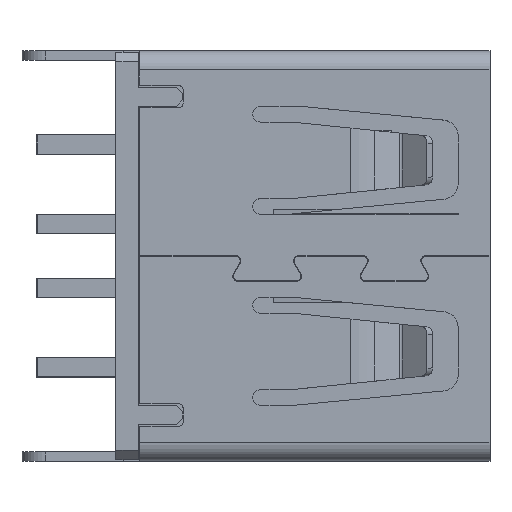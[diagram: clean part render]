
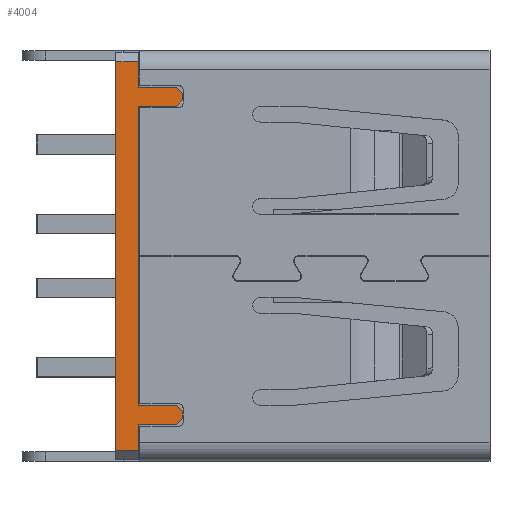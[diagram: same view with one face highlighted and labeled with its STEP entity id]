
A CAD part, top view. The second image highlights one B-rep face of the part: STEP entity #4004.
In plain terms, the highlighted planar face has unit normal (0, 0, 1).
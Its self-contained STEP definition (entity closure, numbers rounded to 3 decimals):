
#334=DIRECTION('',(1.,0.,0.));
#335=VECTOR('',#334,1.2);
#336=CARTESIAN_POINT('',(0.7,-5.3,6.));
#337=LINE('',#336,#335);
#342=DIRECTION('',(0.,1.,0.));
#343=VECTOR('',#342,0.8);
#344=CARTESIAN_POINT('',(0.7,-6.1,6.));
#345=LINE('',#344,#343);
#346=DIRECTION('',(0.,-1.,0.));
#347=VECTOR('',#346,12.2);
#348=CARTESIAN_POINT('',(0.,6.1,6.));
#349=LINE('',#348,#347);
#350=DIRECTION('',(0.,1.,0.));
#351=VECTOR('',#350,0.8);
#352=CARTESIAN_POINT('',(0.7,5.3,6.));
#353=LINE('',#352,#351);
#354=DIRECTION('',(-0.707,0.707,0.));
#355=VECTOR('',#354,0.283);
#356=CARTESIAN_POINT('',(2.1,5.1,6.));
#357=LINE('',#356,#355);
#358=DIRECTION('',(0.707,0.707,0.));
#359=VECTOR('',#358,0.283);
#360=CARTESIAN_POINT('',(1.9,4.7,6.));
#361=LINE('',#360,#359);
#362=DIRECTION('',(0.,1.,0.));
#363=VECTOR('',#362,9.4);
#364=CARTESIAN_POINT('',(0.7,-4.7,6.));
#365=LINE('',#364,#363);
#366=DIRECTION('',(-0.707,0.707,0.));
#367=VECTOR('',#366,0.283);
#368=CARTESIAN_POINT('',(2.1,-4.9,6.));
#369=LINE('',#368,#367);
#370=DIRECTION('',(0.707,0.707,0.));
#371=VECTOR('',#370,0.283);
#372=CARTESIAN_POINT('',(1.9,-5.3,6.));
#373=LINE('',#372,#371);
#374=DIRECTION('',(-1.,0.,0.));
#375=VECTOR('',#374,0.7);
#376=CARTESIAN_POINT('',(0.7,-6.1,6.));
#377=LINE('',#376,#375);
#614=DIRECTION('',(-1.,0.,0.));
#615=VECTOR('',#614,1.2);
#616=CARTESIAN_POINT('',(1.9,5.3,6.));
#617=LINE('',#616,#615);
#630=DIRECTION('',(0.,1.,0.));
#631=VECTOR('',#630,0.2);
#632=CARTESIAN_POINT('',(2.1,4.9,6.));
#633=LINE('',#632,#631);
#646=DIRECTION('',(1.,0.,0.));
#647=VECTOR('',#646,1.2);
#648=CARTESIAN_POINT('',(0.7,4.7,6.));
#649=LINE('',#648,#647);
#662=DIRECTION('',(-1.,0.,0.));
#663=VECTOR('',#662,1.2);
#664=CARTESIAN_POINT('',(1.9,-4.7,6.));
#665=LINE('',#664,#663);
#678=DIRECTION('',(0.,1.,0.));
#679=VECTOR('',#678,0.2);
#680=CARTESIAN_POINT('',(2.1,-5.1,6.));
#681=LINE('',#680,#679);
#690=DIRECTION('',(1.,0.,0.));
#691=VECTOR('',#690,0.7);
#692=CARTESIAN_POINT('',(0.,6.1,6.));
#693=LINE('',#692,#691);
#2813=CARTESIAN_POINT('',(0.7,4.7,6.));
#2814=VERTEX_POINT('',#2813);
#2815=CARTESIAN_POINT('',(0.7,-4.7,6.));
#2816=VERTEX_POINT('',#2815);
#2823=CARTESIAN_POINT('',(0.7,6.1,6.));
#2824=VERTEX_POINT('',#2823);
#2825=CARTESIAN_POINT('',(0.7,5.3,6.));
#2826=VERTEX_POINT('',#2825);
#2857=CARTESIAN_POINT('',(0.7,-5.3,6.));
#2858=VERTEX_POINT('',#2857);
#2859=CARTESIAN_POINT('',(0.7,-6.1,6.));
#2860=VERTEX_POINT('',#2859);
#2927=CARTESIAN_POINT('',(0.,-6.1,6.));
#2928=VERTEX_POINT('',#2927);
#2929=CARTESIAN_POINT('',(0.,6.1,6.));
#2930=VERTEX_POINT('',#2929);
#2953=CARTESIAN_POINT('',(1.9,-5.3,6.));
#2954=VERTEX_POINT('',#2953);
#2955=CARTESIAN_POINT('',(1.9,5.3,6.));
#2956=VERTEX_POINT('',#2955);
#2957=CARTESIAN_POINT('',(2.1,5.1,6.));
#2958=VERTEX_POINT('',#2957);
#2959=CARTESIAN_POINT('',(2.1,4.9,6.));
#2960=VERTEX_POINT('',#2959);
#2961=CARTESIAN_POINT('',(1.9,4.7,6.));
#2962=VERTEX_POINT('',#2961);
#2963=CARTESIAN_POINT('',(1.9,-4.7,6.));
#2964=VERTEX_POINT('',#2963);
#2965=CARTESIAN_POINT('',(2.1,-4.9,6.));
#2966=VERTEX_POINT('',#2965);
#2967=CARTESIAN_POINT('',(2.1,-5.1,6.));
#2968=VERTEX_POINT('',#2967);
#3967=CARTESIAN_POINT('',(1.05,0.,6.));
#3968=DIRECTION('',(0.,0.,1.));
#3969=DIRECTION('',(1.,0.,0.));
#3970=AXIS2_PLACEMENT_3D('',#3967,#3968,#3969);
#3971=PLANE('',#3970);
#3972=ORIENTED_EDGE('',*,*,#3952,.F.);
#3973=ORIENTED_EDGE('',*,*,#3934,.F.);
#3975=ORIENTED_EDGE('',*,*,#3974,.T.);
#3977=ORIENTED_EDGE('',*,*,#3976,.F.);
#3979=ORIENTED_EDGE('',*,*,#3978,.T.);
#3981=ORIENTED_EDGE('',*,*,#3980,.F.);
#3983=ORIENTED_EDGE('',*,*,#3982,.F.);
#3985=ORIENTED_EDGE('',*,*,#3984,.F.);
#3987=ORIENTED_EDGE('',*,*,#3986,.F.);
#3989=ORIENTED_EDGE('',*,*,#3988,.F.);
#3991=ORIENTED_EDGE('',*,*,#3990,.F.);
#3993=ORIENTED_EDGE('',*,*,#3992,.F.);
#3995=ORIENTED_EDGE('',*,*,#3994,.F.);
#3997=ORIENTED_EDGE('',*,*,#3996,.F.);
#3999=ORIENTED_EDGE('',*,*,#3998,.F.);
#4001=ORIENTED_EDGE('',*,*,#4000,.F.);
#4002=EDGE_LOOP('',(#3972,#3973,#3975,#3977,#3979,#3981,#3983,#3985,#3987,#3989,
#3991,#3993,#3995,#3997,#3999,#4001));
#4003=FACE_OUTER_BOUND('',#4002,.F.);
#3934=EDGE_CURVE('',#2860,#2858,#345,.T.);
#3952=EDGE_CURVE('',#2858,#2954,#337,.T.);
#3974=EDGE_CURVE('',#2860,#2928,#377,.T.);
#3976=EDGE_CURVE('',#2930,#2928,#349,.T.);
#3978=EDGE_CURVE('',#2930,#2824,#693,.T.);
#3980=EDGE_CURVE('',#2826,#2824,#353,.T.);
#3982=EDGE_CURVE('',#2956,#2826,#617,.T.);
#3984=EDGE_CURVE('',#2958,#2956,#357,.T.);
#3986=EDGE_CURVE('',#2960,#2958,#633,.T.);
#3988=EDGE_CURVE('',#2962,#2960,#361,.T.);
#3990=EDGE_CURVE('',#2814,#2962,#649,.T.);
#3992=EDGE_CURVE('',#2816,#2814,#365,.T.);
#3994=EDGE_CURVE('',#2964,#2816,#665,.T.);
#3996=EDGE_CURVE('',#2966,#2964,#369,.T.);
#3998=EDGE_CURVE('',#2968,#2966,#681,.T.);
#4000=EDGE_CURVE('',#2954,#2968,#373,.T.);
#4004=ADVANCED_FACE('',(#4003),#3971,.T.);
